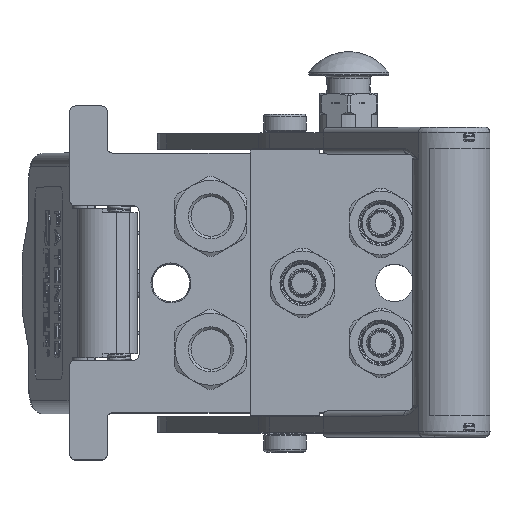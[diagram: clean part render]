
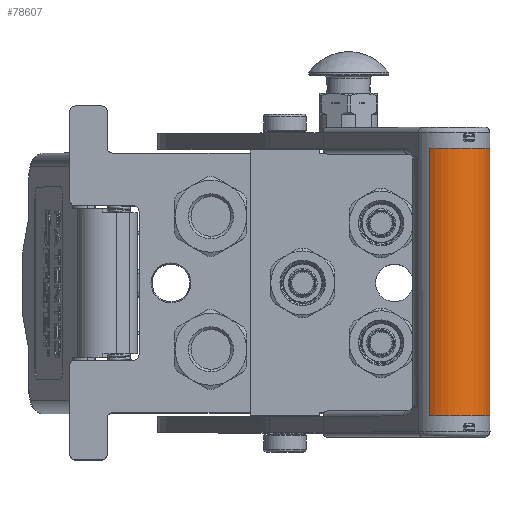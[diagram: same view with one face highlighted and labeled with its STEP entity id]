
A CAD part, top view. The second image highlights one B-rep face of the part: STEP entity #78607.
In plain terms, the highlighted cylindrical face has radius 14.5 mm (diameter 29 mm), a partial arc.
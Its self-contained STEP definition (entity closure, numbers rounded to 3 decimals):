
#973 = DIRECTION ( 'NONE',  ( -1., 0., 0. ) ) ;
#1784 = VERTEX_POINT ( 'NONE', #26485 ) ;
#3078 = CIRCLE ( 'NONE', #63798, 14.5 ) ;
#9542 = CARTESIAN_POINT ( 'NONE',  ( -50., 0., 0. ) ) ;
#11921 = DIRECTION ( 'NONE',  ( 0., 0., 1. ) ) ;
#18011 = CARTESIAN_POINT ( 'NONE',  ( 46.5, 0., 0. ) ) ;
#18764 = DIRECTION ( 'NONE',  ( 1., 0., 0. ) ) ;
#19388 = DIRECTION ( 'NONE',  ( 0., 0., -1. ) ) ;
#20583 = DIRECTION ( 'NONE',  ( 1., 0., 0. ) ) ;
#22647 = VERTEX_POINT ( 'NONE', #57696 ) ;
#22957 = CIRCLE ( 'NONE', #42921, 14.5 ) ;
#23592 = CARTESIAN_POINT ( 'NONE',  ( 46.5, -7.111, -12.636 ) ) ;
#25957 = EDGE_CURVE ( 'NONE', #78742, #69691, #59410, .T. ) ;
#26485 = CARTESIAN_POINT ( 'NONE',  ( 50.5, -7.576, -12.363 ) ) ;
#26835 = CARTESIAN_POINT ( 'NONE',  ( -46., -7.576, -12.363 ) ) ;
#32437 = EDGE_CURVE ( 'NONE', #136052, #22647, #69325, .T. ) ;
#33494 = EDGE_CURVE ( 'NONE', #69391, #122330, #104260, .T. ) ;
#34337 = CARTESIAN_POINT ( 'NONE',  ( 50.5, 0., 0. ) ) ;
#35021 = CARTESIAN_POINT ( 'NONE',  ( 46.5, -7.576, -12.363 ) ) ;
#37443 = CARTESIAN_POINT ( 'NONE',  ( -46., 0., 0. ) ) ;
#39277 = EDGE_CURVE ( 'NONE', #69691, #136052, #22957, .T. ) ;
#41344 = CARTESIAN_POINT ( 'NONE',  ( -46., 0., -14.5 ) ) ;
#42921 = AXIS2_PLACEMENT_3D ( 'NONE', #37443, #90438, #122346 ) ;
#52034 = CARTESIAN_POINT ( 'NONE',  ( 46.5, -7.576, -12.363 ) ) ;
#52683 = VECTOR ( 'NONE', #20583, 1000. ) ;
#54912 = VECTOR ( 'NONE', #18764, 1000. ) ;
#57696 = CARTESIAN_POINT ( 'NONE',  ( 46.5, 0., -14.5 ) ) ;
#57952 = AXIS2_PLACEMENT_3D ( 'NONE', #64978, #119855, #11921 ) ;
#57967 = EDGE_CURVE ( 'NONE', #22647, #69391, #3078, .T. ) ;
#58154 = AXIS2_PLACEMENT_3D ( 'NONE', #34337, #973, #98142 ) ;
#58599 = EDGE_CURVE ( 'NONE', #122330, #1784, #106888, .T. ) ;
#59181 = VECTOR ( 'NONE', #111094, 1000. ) ;
#59410 = LINE ( 'NONE', #126629, #52683 ) ;
#60238 = DIRECTION ( 'NONE',  ( 0., 0., -1. ) ) ;
#63798 = AXIS2_PLACEMENT_3D ( 'NONE', #18011, #72464, #60238 ) ;
#64978 = CARTESIAN_POINT ( 'NONE',  ( -50., 0., 0. ) ) ;
#67334 = AXIS2_PLACEMENT_3D ( 'NONE', #9542, #85052, #19388 ) ;
#69255 = CARTESIAN_POINT ( 'NONE',  ( -50., 0., 14.5 ) ) ;
#69325 = LINE ( 'NONE', #78764, #59181 ) ;
#69391 = VERTEX_POINT ( 'NONE', #23592 ) ;
#69691 = VERTEX_POINT ( 'NONE', #26835 ) ;
#72307 = ORIENTED_EDGE ( 'NONE', *, *, #127657, .F. ) ;
#72464 = DIRECTION ( 'NONE',  ( -1., 0., 0. ) ) ;
#75234 = DIRECTION ( 'NONE',  ( -1., 0., 0. ) ) ;
#75294 = ORIENTED_EDGE ( 'NONE', *, *, #57967, .T. ) ;
#78607 = ADVANCED_FACE ( 'NONE', ( #121168 ), #79159, .T. ) ;
#78742 = VERTEX_POINT ( 'NONE', #129631 ) ;
#78764 = CARTESIAN_POINT ( 'NONE',  ( -46., 0., -14.5 ) ) ;
#79159 = CYLINDRICAL_SURFACE ( 'NONE', #67334, 14.5 ) ;
#85052 = DIRECTION ( 'NONE',  ( -1., 0., 0. ) ) ;
#86418 = AXIS2_PLACEMENT_3D ( 'NONE', #86904, #75234, #129626 ) ;
#86904 = CARTESIAN_POINT ( 'NONE',  ( 46.5, 0., 0. ) ) ;
#87027 = ORIENTED_EDGE ( 'NONE', *, *, #33494, .T. ) ;
#90368 = VERTEX_POINT ( 'NONE', #69255 ) ;
#90438 = DIRECTION ( 'NONE',  ( 1., 0., 0. ) ) ;
#98142 = DIRECTION ( 'NONE',  ( 0., -0.522, -0.853 ) ) ;
#98894 = CIRCLE ( 'NONE', #58154, 14.5 ) ;
#101469 = LINE ( 'NONE', #128954, #103049 ) ;
#101585 = ORIENTED_EDGE ( 'NONE', *, *, #113077, .T. ) ;
#103049 = VECTOR ( 'NONE', #107852, 1000. ) ;
#104159 = CARTESIAN_POINT ( 'NONE',  ( 50.5, 0., 14.5 ) ) ;
#104260 = CIRCLE ( 'NONE', #86418, 14.5 ) ;
#104631 = CIRCLE ( 'NONE', #57952, 14.5 ) ;
#106888 = LINE ( 'NONE', #52034, #54912 ) ;
#107074 = ORIENTED_EDGE ( 'NONE', *, *, #32437, .T. ) ;
#107852 = DIRECTION ( 'NONE',  ( 1., 0., 0. ) ) ;
#111094 = DIRECTION ( 'NONE',  ( 1., 0., 0. ) ) ;
#111173 = ORIENTED_EDGE ( 'NONE', *, *, #25957, .T. ) ;
#113077 = EDGE_CURVE ( 'NONE', #90368, #78742, #104631, .T. ) ;
#117096 = EDGE_CURVE ( 'NONE', #1784, #132679, #98894, .T. ) ;
#119855 = DIRECTION ( 'NONE',  ( 1., 0., 0. ) ) ;
#121168 = FACE_OUTER_BOUND ( 'NONE', #133482, .T. ) ;
#122263 = ORIENTED_EDGE ( 'NONE', *, *, #58599, .T. ) ;
#122330 = VERTEX_POINT ( 'NONE', #35021 ) ;
#122346 = DIRECTION ( 'NONE',  ( 0., -0.522, -0.853 ) ) ;
#126629 = CARTESIAN_POINT ( 'NONE',  ( -50., -7.576, -12.363 ) ) ;
#127657 = EDGE_CURVE ( 'NONE', #90368, #132679, #101469, .T. ) ;
#128954 = CARTESIAN_POINT ( 'NONE',  ( -50., 0., 14.5 ) ) ;
#129626 = DIRECTION ( 'NONE',  ( 0., 0., -1. ) ) ;
#129631 = CARTESIAN_POINT ( 'NONE',  ( -50., -7.576, -12.363 ) ) ;
#129672 = ORIENTED_EDGE ( 'NONE', *, *, #117096, .T. ) ;
#132679 = VERTEX_POINT ( 'NONE', #104159 ) ;
#133482 = EDGE_LOOP ( 'NONE', ( #107074, #75294, #87027, #122263, #129672, #72307, #101585, #111173, #136758 ) ) ;
#136052 = VERTEX_POINT ( 'NONE', #41344 ) ;
#136758 = ORIENTED_EDGE ( 'NONE', *, *, #39277, .T. ) ;
